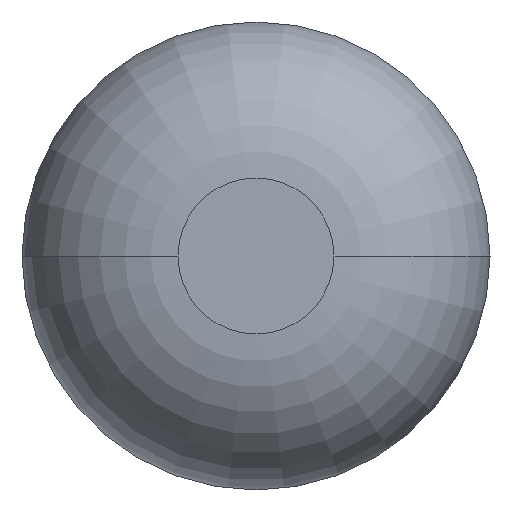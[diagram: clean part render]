
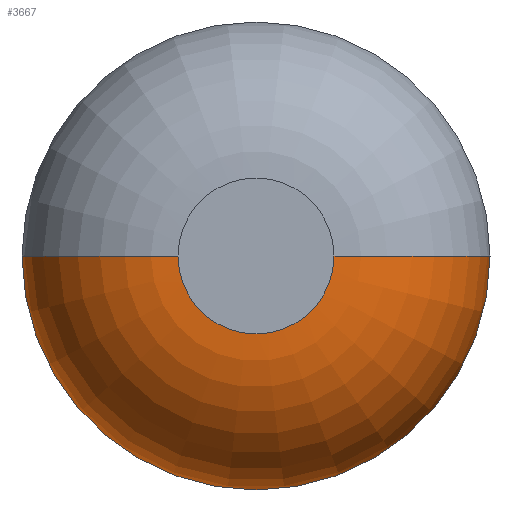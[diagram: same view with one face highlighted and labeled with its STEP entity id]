
A CAD part, front view. The second image highlights one B-rep face of the part: STEP entity #3667.
In plain terms, the highlighted toroidal (fillet/blend) face has major radius 0.125 mm and minor radius 0.25 mm.
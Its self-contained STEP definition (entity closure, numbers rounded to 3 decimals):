
#85 = EDGE_CURVE ( 'Defeature ausgef�hrt1_0+Defeature ausgef�hrt1_2+Defeature ausgef�hrt1_2+Defeature ausgef�hrt1_2', #1920, #873, #1776, .T. ) ;
#139 = VERTEX_POINT ( 'NONE', #3402 ) ;
#158 = DIRECTION ( 'NONE',  ( 0., 1., 0. ) ) ;
#330 = CARTESIAN_POINT ( 'NONE',  ( 0.125, -24.05, 0. ) ) ;
#452 = VERTEX_POINT ( 'NONE', #1443 ) ;
#536 = EDGE_CURVE ( 'NONE', #452, #1920, #1931, .T. ) ;
#547 = CARTESIAN_POINT ( 'NONE',  ( -0.125, -24.05, 0. ) ) ;
#562 = DIRECTION ( 'NONE',  ( 0., 0., -1. ) ) ;
#608 = DIRECTION ( 'NONE',  ( 0., 0., 1. ) ) ;
#651 = EDGE_CURVE ( 'Defeature ausgef�hrt1_1+Defeature ausgef�hrt1_2+Defeature ausgef�hrt1_2+Defeature ausgef�hrt1_2', #139, #452, #1059, .T. ) ;
#745 = EDGE_CURVE ( 'NONE', #139, #873, #3544, .T. ) ;
#873 = VERTEX_POINT ( 'NONE', #981 ) ;
#942 = AXIS2_PLACEMENT_3D ( 'NONE', #4152, #3802, #2163 ) ;
#981 = CARTESIAN_POINT ( 'NONE',  ( -0.375, -24.05, 0. ) ) ;
#995 = ORIENTED_EDGE ( 'NONE', *, *, #745, .T. ) ;
#1059 = CIRCLE ( 'NONE', #1229, 0.125 ) ;
#1116 = DIRECTION ( 'NONE',  ( 0., -1., 0. ) ) ;
#1229 = AXIS2_PLACEMENT_3D ( 'NONE', #3047, #1116, #3034 ) ;
#1443 = CARTESIAN_POINT ( 'NONE',  ( 0.125, -24.3, 0. ) ) ;
#1456 = ORIENTED_EDGE ( 'NONE', *, *, #85, .F. ) ;
#1665 = CARTESIAN_POINT ( 'NONE',  ( 0.375, -24.05, 0. ) ) ;
#1776 = CIRCLE ( 'NONE', #3428, 0.375 ) ;
#1908 = ORIENTED_EDGE ( 'NONE', *, *, #651, .F. ) ;
#1920 = VERTEX_POINT ( 'NONE', #1665 ) ;
#1931 = CIRCLE ( 'NONE', #3191, 0.25 ) ;
#2042 = AXIS2_PLACEMENT_3D ( 'NONE', #547, #562, #2499 ) ;
#2163 = DIRECTION ( 'NONE',  ( 1., 0., 0. ) ) ;
#2176 = ORIENTED_EDGE ( 'NONE', *, *, #536, .F. ) ;
#2353 = EDGE_LOOP ( 'NONE', ( #1908, #995, #1456, #2176 ) ) ;
#2499 = DIRECTION ( 'NONE',  ( -1., 0., 0. ) ) ;
#2904 = DIRECTION ( 'NONE',  ( 1., 0., 0. ) ) ;
#3020 = FACE_OUTER_BOUND ( 'NONE', #2353, .T. ) ;
#3034 = DIRECTION ( 'NONE',  ( 1., 0., 0. ) ) ;
#3047 = CARTESIAN_POINT ( 'NONE',  ( 0., -24.3, 0. ) ) ;
#3191 = AXIS2_PLACEMENT_3D ( 'NONE', #330, #608, #2904 ) ;
#3402 = CARTESIAN_POINT ( 'NONE',  ( -0.125, -24.3, 0. ) ) ;
#3428 = AXIS2_PLACEMENT_3D ( 'NONE', #3683, #158, #3703 ) ;
#3445 = TOROIDAL_SURFACE ( 'NONE', #942, 0.125, 0.25 ) ;
#3544 = CIRCLE ( 'NONE', #2042, 0.25 ) ;
#3667 = ADVANCED_FACE ( 'Defeature ausgef�hrt1_2', ( #3020 ), #3445, .T. ) ;
#3683 = CARTESIAN_POINT ( 'NONE',  ( 0., -24.05, 0. ) ) ;
#3703 = DIRECTION ( 'NONE',  ( 1., 0., 0. ) ) ;
#3802 = DIRECTION ( 'NONE',  ( 0., 1., 0. ) ) ;
#4152 = CARTESIAN_POINT ( 'NONE',  ( 0., -24.05, 0. ) ) ;
